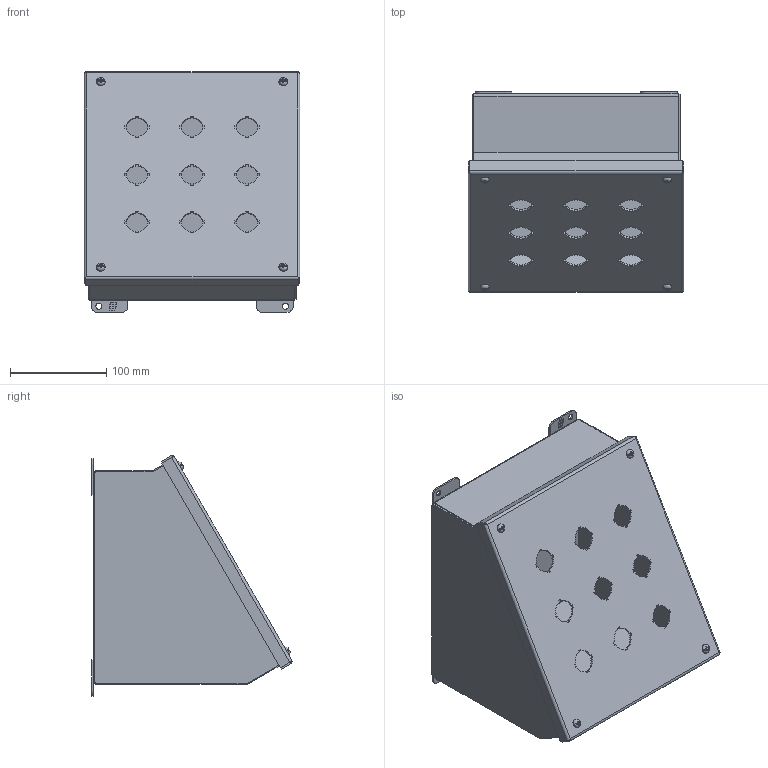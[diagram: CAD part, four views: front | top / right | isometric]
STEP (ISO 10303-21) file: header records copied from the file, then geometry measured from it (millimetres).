
FILE_DESCRIPTION (( 'STEP AP203' ), '1' );
FILE_NAME ('1490MH9_Default.step', '2019-11-12T20:32:39', ( '' ), ( '' ), 'SwSTEP 2.0', 'SolidWorks 2019', '' );
FILE_SCHEMA (( 'CONFIG_CONTROL_DESIGN' ));
Length unit declared in the file: inch
Products named in the file (1): 1490MH9_Default
Bounding box: 223.82 x 207.71 x 249.93 mm (x, y, z)
Volume: 454393.2 mm3; surface area: 511032.7 mm2
Topology: 26 solids, 26 shells, 838 faces, 2217 edges, 1459 vertices
Faces by surface type: plane 591, cylinder 209, cone 22, torus 8, bspline 8
Entity records: 26393 total; most frequent: CARTESIAN_POINT 5256, ORIENTED_EDGE 4430, DIRECTION 4264, EDGE_CURVE 2215, VECTOR 1626, LINE 1626, VERTEX_POINT 1459, AXIS2_PLACEMENT_3D 1319
